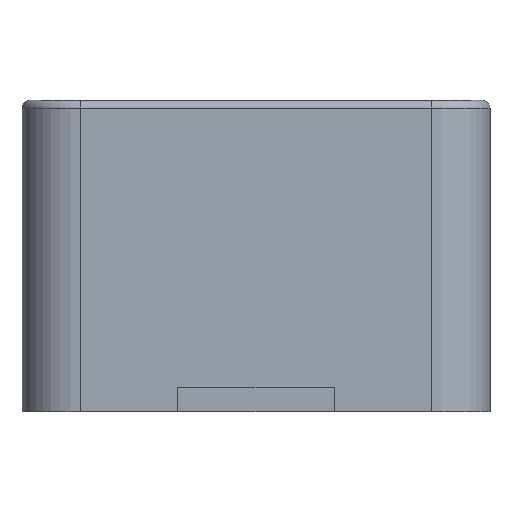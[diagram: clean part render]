
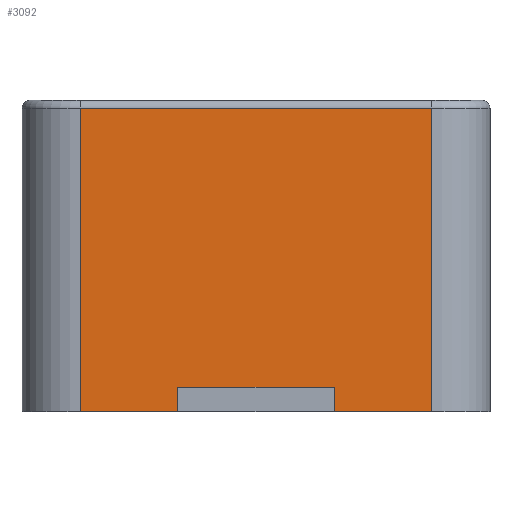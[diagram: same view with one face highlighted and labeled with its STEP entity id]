
A CAD part, front view. The second image highlights one B-rep face of the part: STEP entity #3092.
In plain terms, the highlighted planar face has unit normal (0, -1, 0).
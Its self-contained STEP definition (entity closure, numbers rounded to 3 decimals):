
#86 = LINE ( 'NONE', #637, #1852 ) ;
#100 = DIRECTION ( 'NONE',  ( 0., 0., -1. ) ) ;
#277 = VERTEX_POINT ( 'NONE', #401 ) ;
#386 = CARTESIAN_POINT ( 'NONE',  ( -4.515, -6.015, 8. ) ) ;
#401 = CARTESIAN_POINT ( 'NONE',  ( 4.515, -6.015, 7.8 ) ) ;
#424 = VECTOR ( 'NONE', #658, 1000. ) ;
#529 = CARTESIAN_POINT ( 'NONE',  ( 4.515, -6.015, 8. ) ) ;
#581 = VERTEX_POINT ( 'NONE', #963 ) ;
#637 = CARTESIAN_POINT ( 'NONE',  ( -2.015, -6.015, 0.631 ) ) ;
#647 = DIRECTION ( 'NONE',  ( -1., 0., 0. ) ) ;
#658 = DIRECTION ( 'NONE',  ( 1., 0., 0. ) ) ;
#673 = CARTESIAN_POINT ( 'NONE',  ( -6.015, -6.015, 8. ) ) ;
#678 = CARTESIAN_POINT ( 'NONE',  ( -6.015, -6.015, 0. ) ) ;
#725 = VERTEX_POINT ( 'NONE', #3106 ) ;
#849 = CARTESIAN_POINT ( 'NONE',  ( -4.515, -6.015, 7.8 ) ) ;
#858 = CARTESIAN_POINT ( 'NONE',  ( -6.015, -6.015, 0. ) ) ;
#882 = VECTOR ( 'NONE', #100, 1000. ) ;
#917 = CARTESIAN_POINT ( 'NONE',  ( -6.015, -6.015, 7.8 ) ) ;
#945 = VECTOR ( 'NONE', #2434, 1000. ) ;
#963 = CARTESIAN_POINT ( 'NONE',  ( 2.015, -6.015, 0. ) ) ;
#1074 = VERTEX_POINT ( 'NONE', #1132 ) ;
#1132 = CARTESIAN_POINT ( 'NONE',  ( 2.015, -6.015, 0.631 ) ) ;
#1137 = VERTEX_POINT ( 'NONE', #1765 ) ;
#1196 = FACE_OUTER_BOUND ( 'NONE', #1544, .T. ) ;
#1262 = EDGE_CURVE ( 'NONE', #581, #1074, #2203, .T. ) ;
#1317 = EDGE_CURVE ( 'NONE', #3522, #1137, #3328, .T. ) ;
#1348 = LINE ( 'NONE', #858, #945 ) ;
#1427 = ORIENTED_EDGE ( 'NONE', *, *, #1317, .F. ) ;
#1530 = ORIENTED_EDGE ( 'NONE', *, *, #1262, .F. ) ;
#1544 = EDGE_LOOP ( 'NONE', ( #1530, #1817, #1957, #2510, #2599, #2250, #1427, #3308 ) ) ;
#1583 = CARTESIAN_POINT ( 'NONE',  ( -2.015, -6.015, 0.631 ) ) ;
#1619 = EDGE_CURVE ( 'NONE', #581, #725, #1348, .T. ) ;
#1627 = DIRECTION ( 'NONE',  ( 0., 0., 1. ) ) ;
#1695 = LINE ( 'NONE', #386, #882 ) ;
#1731 = VECTOR ( 'NONE', #647, 1000. ) ;
#1765 = CARTESIAN_POINT ( 'NONE',  ( -2.015, -6.015, 0. ) ) ;
#1817 = ORIENTED_EDGE ( 'NONE', *, *, #1619, .T. ) ;
#1852 = VECTOR ( 'NONE', #2298, 1000. ) ;
#1899 = LINE ( 'NONE', #529, #3354 ) ;
#1957 = ORIENTED_EDGE ( 'NONE', *, *, #2614, .T. ) ;
#2069 = DIRECTION ( 'NONE',  ( 0., 0., 1. ) ) ;
#2137 = VECTOR ( 'NONE', #2232, 1000. ) ;
#2203 = LINE ( 'NONE', #2711, #2137 ) ;
#2232 = DIRECTION ( 'NONE',  ( 0., 0., 1. ) ) ;
#2250 = ORIENTED_EDGE ( 'NONE', *, *, #2633, .T. ) ;
#2268 = CARTESIAN_POINT ( 'NONE',  ( -2.015, -6.015, 0. ) ) ;
#2298 = DIRECTION ( 'NONE',  ( -1., 0., 0. ) ) ;
#2350 = VERTEX_POINT ( 'NONE', #849 ) ;
#2434 = DIRECTION ( 'NONE',  ( 1., 0., 0. ) ) ;
#2476 = AXIS2_PLACEMENT_3D ( 'NONE', #673, #3432, #2069 ) ;
#2510 = ORIENTED_EDGE ( 'NONE', *, *, #3270, .T. ) ;
#2599 = ORIENTED_EDGE ( 'NONE', *, *, #2655, .T. ) ;
#2614 = EDGE_CURVE ( 'NONE', #725, #277, #1899, .T. ) ;
#2633 = EDGE_CURVE ( 'NONE', #3418, #1137, #2828, .T. ) ;
#2655 = EDGE_CURVE ( 'NONE', #2350, #3418, #1695, .T. ) ;
#2701 = EDGE_CURVE ( 'NONE', #1074, #3522, #86, .T. ) ;
#2711 = CARTESIAN_POINT ( 'NONE',  ( 2.015, -6.015, 0.631 ) ) ;
#2828 = LINE ( 'NONE', #678, #424 ) ;
#2876 = CARTESIAN_POINT ( 'NONE',  ( -4.515, -6.015, 0. ) ) ;
#2946 = VECTOR ( 'NONE', #3087, 1000. ) ;
#3056 = LINE ( 'NONE', #917, #1731 ) ;
#3087 = DIRECTION ( 'NONE',  ( 0., 0., -1. ) ) ;
#3092 = ADVANCED_FACE ( 'NONE', ( #1196 ), #3193, .F. ) ;
#3106 = CARTESIAN_POINT ( 'NONE',  ( 4.515, -6.015, 0. ) ) ;
#3193 = PLANE ( 'NONE',  #2476 ) ;
#3270 = EDGE_CURVE ( 'NONE', #277, #2350, #3056, .T. ) ;
#3308 = ORIENTED_EDGE ( 'NONE', *, *, #2701, .F. ) ;
#3328 = LINE ( 'NONE', #2268, #2946 ) ;
#3354 = VECTOR ( 'NONE', #1627, 1000. ) ;
#3418 = VERTEX_POINT ( 'NONE', #2876 ) ;
#3432 = DIRECTION ( 'NONE',  ( 0., 1., 0. ) ) ;
#3522 = VERTEX_POINT ( 'NONE', #1583 ) ;
